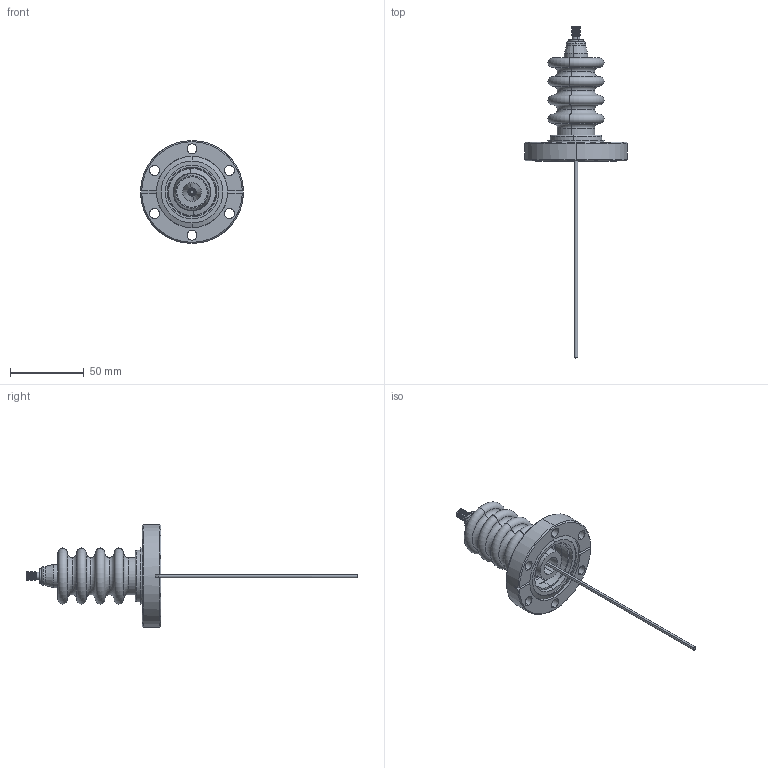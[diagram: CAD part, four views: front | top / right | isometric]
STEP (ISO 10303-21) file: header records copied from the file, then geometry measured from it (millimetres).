
FILE_DESCRIPTION (( 'STEP AP203' ), '1' );
FILE_NAME ('A0234-3-CF.STEP', '2013-06-11T12:18:57', ( '' ), ( '' ), 'SwSTEP 2.0', 'SolidWorks 2012', '' );
FILE_SCHEMA (( 'CONFIG_CONTROL_DESIGN' ));
Length unit declared in the file: inch
Products named in the file (1): A0234-3-CF
Bounding box: 69.85 x 225.27 x 69.85 mm (x, y, z)
Volume: 77975.7 mm3; surface area: 28279.5 mm2
Topology: 1 solids, 2 shells, 169 faces, 372 edges, 221 vertices
Faces by surface type: cone 59, cylinder 54, torus 32, plane 24
Entity records: 4794 total; most frequent: DIRECTION 947, CARTESIAN_POINT 787, ORIENTED_EDGE 744, AXIS2_PLACEMENT_3D 413, EDGE_CURVE 372, CIRCLE 243, VERTEX_POINT 221, EDGE_LOOP 197
